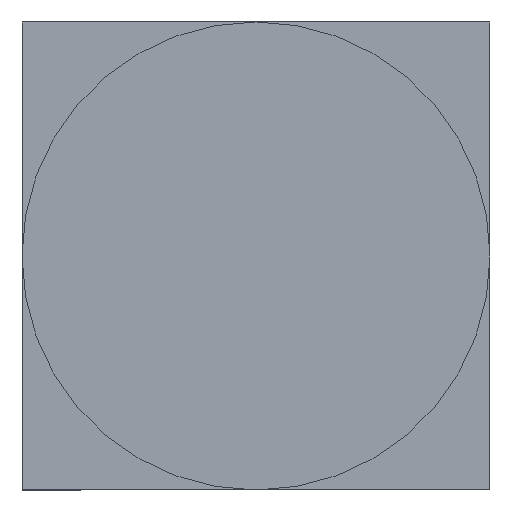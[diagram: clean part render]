
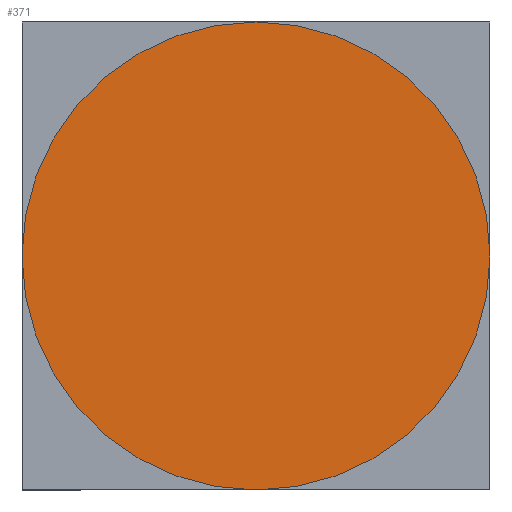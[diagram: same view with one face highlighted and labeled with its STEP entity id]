
A CAD part, left-side view. The second image highlights one B-rep face of the part: STEP entity #371.
In plain terms, the highlighted planar face has unit normal (-1, 0, 0).
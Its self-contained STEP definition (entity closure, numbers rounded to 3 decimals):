
#24 = VERTEX_POINT('',#25);
#25 = CARTESIAN_POINT('',(-4.375,0.,2.));
#44 = PLANE('',#45);
#45 = AXIS2_PLACEMENT_3D('',#46,#47,#48);
#46 = CARTESIAN_POINT('',(-4.375,0.,1.));
#47 = DIRECTION('',(1.,0.,0.));
#48 = DIRECTION('',(0.,1.,0.));
#140 = VERTEX_POINT('',#141);
#141 = CARTESIAN_POINT('',(-4.375,1.,1.));
#163 = EDGE_CURVE('',#24,#140,#164,.T.);
#164 = SURFACE_CURVE('',#165,(#170,#181),.PCURVE_S1.);
#165 = CIRCLE('',#166,1.);
#166 = AXIS2_PLACEMENT_3D('',#167,#168,#169);
#167 = CARTESIAN_POINT('',(-4.375,0.,1.));
#168 = DIRECTION('',(-1.,0.,0.));
#169 = DIRECTION('',(0.,-1.,0.));
#170 = PCURVE('',#44,#171);
#171 = DEFINITIONAL_REPRESENTATION('',(#172),#180);
#172 = ( BOUNDED_CURVE() B_SPLINE_CURVE(2,(#173,#174,#175,#176,#177,#178
,#179),.UNSPECIFIED.,.T.,.F.) B_SPLINE_CURVE_WITH_KNOTS((1,2,2,2,2,1),(
    -2.094,0.,2.094,4.189,6.283,
8.378),.UNSPECIFIED.) CURVE() GEOMETRIC_REPRESENTATION_ITEM() 
RATIONAL_B_SPLINE_CURVE((1.,0.5,1.,0.5,1.,0.5,1.)) REPRESENTATION_ITEM(
  '') );
#173 = CARTESIAN_POINT('',(-1.,0.));
#174 = CARTESIAN_POINT('',(-1.,1.732));
#175 = CARTESIAN_POINT('',(0.5,0.866));
#176 = CARTESIAN_POINT('',(2.,0.));
#177 = CARTESIAN_POINT('',(0.5,-0.866));
#178 = CARTESIAN_POINT('',(-1.,-1.732));
#179 = CARTESIAN_POINT('',(-1.,0.));
#180 = ( GEOMETRIC_REPRESENTATION_CONTEXT(2) 
PARAMETRIC_REPRESENTATION_CONTEXT() REPRESENTATION_CONTEXT('2D SPACE',''
  ) );
#181 = PCURVE('',#182,#187);
#182 = PLANE('',#183);
#183 = AXIS2_PLACEMENT_3D('',#184,#185,#186);
#184 = CARTESIAN_POINT('',(-4.375,0.,1.));
#185 = DIRECTION('',(1.,0.,0.));
#186 = DIRECTION('',(0.,1.,0.));
#187 = DEFINITIONAL_REPRESENTATION('',(#188),#196);
#188 = ( BOUNDED_CURVE() B_SPLINE_CURVE(2,(#189,#190,#191,#192,#193,#194
,#195),.UNSPECIFIED.,.T.,.F.) B_SPLINE_CURVE_WITH_KNOTS((1,2,2,2,2,1),(
    -2.094,0.,2.094,4.189,6.283,
8.378),.UNSPECIFIED.) CURVE() GEOMETRIC_REPRESENTATION_ITEM() 
RATIONAL_B_SPLINE_CURVE((1.,0.5,1.,0.5,1.,0.5,1.)) REPRESENTATION_ITEM(
  '') );
#189 = CARTESIAN_POINT('',(-1.,0.));
#190 = CARTESIAN_POINT('',(-1.,1.732));
#191 = CARTESIAN_POINT('',(0.5,0.866));
#192 = CARTESIAN_POINT('',(2.,0.));
#193 = CARTESIAN_POINT('',(0.5,-0.866));
#194 = CARTESIAN_POINT('',(-1.,-1.732));
#195 = CARTESIAN_POINT('',(-1.,0.));
#196 = ( GEOMETRIC_REPRESENTATION_CONTEXT(2) 
PARAMETRIC_REPRESENTATION_CONTEXT() REPRESENTATION_CONTEXT('2D SPACE',''
  ) );
#217 = PLANE('',#218);
#218 = AXIS2_PLACEMENT_3D('',#219,#220,#221);
#219 = CARTESIAN_POINT('',(-4.375,0.,1.));
#220 = DIRECTION('',(1.,0.,0.));
#221 = DIRECTION('',(0.,1.,0.));
#371 = ADVANCED_FACE('',(#372),#182,.F.);
#372 = FACE_BOUND('',#373,.F.);
#373 = EDGE_LOOP('',(#374,#375,#407,#444));
#374 = ORIENTED_EDGE('',*,*,#163,.F.);
#375 = ORIENTED_EDGE('',*,*,#376,.F.);
#376 = EDGE_CURVE('',#377,#24,#379,.T.);
#377 = VERTEX_POINT('',#378);
#378 = CARTESIAN_POINT('',(-4.375,-1.,1.));
#379 = SURFACE_CURVE('',#380,(#385,#396),.PCURVE_S1.);
#380 = CIRCLE('',#381,1.);
#381 = AXIS2_PLACEMENT_3D('',#382,#383,#384);
#382 = CARTESIAN_POINT('',(-4.375,0.,1.));
#383 = DIRECTION('',(-1.,0.,0.));
#384 = DIRECTION('',(0.,-1.,0.));
#385 = PCURVE('',#182,#386);
#386 = DEFINITIONAL_REPRESENTATION('',(#387),#395);
#387 = ( BOUNDED_CURVE() B_SPLINE_CURVE(2,(#388,#389,#390,#391,#392,#393
,#394),.UNSPECIFIED.,.T.,.F.) B_SPLINE_CURVE_WITH_KNOTS((1,2,2,2,2,1),(
    -2.094,0.,2.094,4.189,6.283,
8.378),.UNSPECIFIED.) CURVE() GEOMETRIC_REPRESENTATION_ITEM() 
RATIONAL_B_SPLINE_CURVE((1.,0.5,1.,0.5,1.,0.5,1.)) REPRESENTATION_ITEM(
  '') );
#388 = CARTESIAN_POINT('',(-1.,0.));
#389 = CARTESIAN_POINT('',(-1.,1.732));
#390 = CARTESIAN_POINT('',(0.5,0.866));
#391 = CARTESIAN_POINT('',(2.,0.));
#392 = CARTESIAN_POINT('',(0.5,-0.866));
#393 = CARTESIAN_POINT('',(-1.,-1.732));
#394 = CARTESIAN_POINT('',(-1.,0.));
#395 = ( GEOMETRIC_REPRESENTATION_CONTEXT(2) 
PARAMETRIC_REPRESENTATION_CONTEXT() REPRESENTATION_CONTEXT('2D SPACE',''
  ) );
#396 = PCURVE('',#217,#397);
#397 = DEFINITIONAL_REPRESENTATION('',(#398),#406);
#398 = ( BOUNDED_CURVE() B_SPLINE_CURVE(2,(#399,#400,#401,#402,#403,#404
,#405),.UNSPECIFIED.,.T.,.F.) B_SPLINE_CURVE_WITH_KNOTS((1,2,2,2,2,1),(
    -2.094,0.,2.094,4.189,6.283,
8.378),.UNSPECIFIED.) CURVE() GEOMETRIC_REPRESENTATION_ITEM() 
RATIONAL_B_SPLINE_CURVE((1.,0.5,1.,0.5,1.,0.5,1.)) REPRESENTATION_ITEM(
  '') );
#399 = CARTESIAN_POINT('',(-1.,0.));
#400 = CARTESIAN_POINT('',(-1.,1.732));
#401 = CARTESIAN_POINT('',(0.5,0.866));
#402 = CARTESIAN_POINT('',(2.,0.));
#403 = CARTESIAN_POINT('',(0.5,-0.866));
#404 = CARTESIAN_POINT('',(-1.,-1.732));
#405 = CARTESIAN_POINT('',(-1.,0.));
#406 = ( GEOMETRIC_REPRESENTATION_CONTEXT(2) 
PARAMETRIC_REPRESENTATION_CONTEXT() REPRESENTATION_CONTEXT('2D SPACE',''
  ) );
#407 = ORIENTED_EDGE('',*,*,#408,.F.);
#408 = EDGE_CURVE('',#409,#377,#411,.T.);
#409 = VERTEX_POINT('',#410);
#410 = CARTESIAN_POINT('',(-4.375,0.,
    0.));
#411 = SURFACE_CURVE('',#412,(#417,#428),.PCURVE_S1.);
#412 = CIRCLE('',#413,1.);
#413 = AXIS2_PLACEMENT_3D('',#414,#415,#416);
#414 = CARTESIAN_POINT('',(-4.375,0.,1.));
#415 = DIRECTION('',(-1.,0.,0.));
#416 = DIRECTION('',(0.,-1.,0.));
#417 = PCURVE('',#182,#418);
#418 = DEFINITIONAL_REPRESENTATION('',(#419),#427);
#419 = ( BOUNDED_CURVE() B_SPLINE_CURVE(2,(#420,#421,#422,#423,#424,#425
,#426),.UNSPECIFIED.,.T.,.F.) B_SPLINE_CURVE_WITH_KNOTS((1,2,2,2,2,1),(
    -2.094,0.,2.094,4.189,6.283,
8.378),.UNSPECIFIED.) CURVE() GEOMETRIC_REPRESENTATION_ITEM() 
RATIONAL_B_SPLINE_CURVE((1.,0.5,1.,0.5,1.,0.5,1.)) REPRESENTATION_ITEM(
  '') );
#420 = CARTESIAN_POINT('',(-1.,0.));
#421 = CARTESIAN_POINT('',(-1.,1.732));
#422 = CARTESIAN_POINT('',(0.5,0.866));
#423 = CARTESIAN_POINT('',(2.,0.));
#424 = CARTESIAN_POINT('',(0.5,-0.866));
#425 = CARTESIAN_POINT('',(-1.,-1.732));
#426 = CARTESIAN_POINT('',(-1.,0.));
#427 = ( GEOMETRIC_REPRESENTATION_CONTEXT(2) 
PARAMETRIC_REPRESENTATION_CONTEXT() REPRESENTATION_CONTEXT('2D SPACE',''
  ) );
#428 = PCURVE('',#429,#434);
#429 = PLANE('',#430);
#430 = AXIS2_PLACEMENT_3D('',#431,#432,#433);
#431 = CARTESIAN_POINT('',(-4.375,0.,1.));
#432 = DIRECTION('',(1.,0.,0.));
#433 = DIRECTION('',(0.,1.,0.));
#434 = DEFINITIONAL_REPRESENTATION('',(#435),#443);
#435 = ( BOUNDED_CURVE() B_SPLINE_CURVE(2,(#436,#437,#438,#439,#440,#441
,#442),.UNSPECIFIED.,.T.,.F.) B_SPLINE_CURVE_WITH_KNOTS((1,2,2,2,2,1),(
    -2.094,0.,2.094,4.189,6.283,
8.378),.UNSPECIFIED.) CURVE() GEOMETRIC_REPRESENTATION_ITEM() 
RATIONAL_B_SPLINE_CURVE((1.,0.5,1.,0.5,1.,0.5,1.)) REPRESENTATION_ITEM(
  '') );
#436 = CARTESIAN_POINT('',(-1.,0.));
#437 = CARTESIAN_POINT('',(-1.,1.732));
#438 = CARTESIAN_POINT('',(0.5,0.866));
#439 = CARTESIAN_POINT('',(2.,0.));
#440 = CARTESIAN_POINT('',(0.5,-0.866));
#441 = CARTESIAN_POINT('',(-1.,-1.732));
#442 = CARTESIAN_POINT('',(-1.,0.));
#443 = ( GEOMETRIC_REPRESENTATION_CONTEXT(2) 
PARAMETRIC_REPRESENTATION_CONTEXT() REPRESENTATION_CONTEXT('2D SPACE',''
  ) );
#444 = ORIENTED_EDGE('',*,*,#445,.F.);
#445 = EDGE_CURVE('',#140,#409,#446,.T.);
#446 = SURFACE_CURVE('',#447,(#452,#463),.PCURVE_S1.);
#447 = CIRCLE('',#448,1.);
#448 = AXIS2_PLACEMENT_3D('',#449,#450,#451);
#449 = CARTESIAN_POINT('',(-4.375,0.,1.));
#450 = DIRECTION('',(-1.,0.,0.));
#451 = DIRECTION('',(0.,-1.,0.));
#452 = PCURVE('',#182,#453);
#453 = DEFINITIONAL_REPRESENTATION('',(#454),#462);
#454 = ( BOUNDED_CURVE() B_SPLINE_CURVE(2,(#455,#456,#457,#458,#459,#460
,#461),.UNSPECIFIED.,.T.,.F.) B_SPLINE_CURVE_WITH_KNOTS((1,2,2,2,2,1),(
    -2.094,0.,2.094,4.189,6.283,
8.378),.UNSPECIFIED.) CURVE() GEOMETRIC_REPRESENTATION_ITEM() 
RATIONAL_B_SPLINE_CURVE((1.,0.5,1.,0.5,1.,0.5,1.)) REPRESENTATION_ITEM(
  '') );
#455 = CARTESIAN_POINT('',(-1.,0.));
#456 = CARTESIAN_POINT('',(-1.,1.732));
#457 = CARTESIAN_POINT('',(0.5,0.866));
#458 = CARTESIAN_POINT('',(2.,0.));
#459 = CARTESIAN_POINT('',(0.5,-0.866));
#460 = CARTESIAN_POINT('',(-1.,-1.732));
#461 = CARTESIAN_POINT('',(-1.,0.));
#462 = ( GEOMETRIC_REPRESENTATION_CONTEXT(2) 
PARAMETRIC_REPRESENTATION_CONTEXT() REPRESENTATION_CONTEXT('2D SPACE',''
  ) );
#463 = PCURVE('',#464,#469);
#464 = PLANE('',#465);
#465 = AXIS2_PLACEMENT_3D('',#466,#467,#468);
#466 = CARTESIAN_POINT('',(-4.375,0.,1.));
#467 = DIRECTION('',(1.,0.,0.));
#468 = DIRECTION('',(0.,1.,0.));
#469 = DEFINITIONAL_REPRESENTATION('',(#470),#478);
#470 = ( BOUNDED_CURVE() B_SPLINE_CURVE(2,(#471,#472,#473,#474,#475,#476
,#477),.UNSPECIFIED.,.T.,.F.) B_SPLINE_CURVE_WITH_KNOTS((1,2,2,2,2,1),(
    -2.094,0.,2.094,4.189,6.283,
8.378),.UNSPECIFIED.) CURVE() GEOMETRIC_REPRESENTATION_ITEM() 
RATIONAL_B_SPLINE_CURVE((1.,0.5,1.,0.5,1.,0.5,1.)) REPRESENTATION_ITEM(
  '') );
#471 = CARTESIAN_POINT('',(-1.,0.));
#472 = CARTESIAN_POINT('',(-1.,1.732));
#473 = CARTESIAN_POINT('',(0.5,0.866));
#474 = CARTESIAN_POINT('',(2.,0.));
#475 = CARTESIAN_POINT('',(0.5,-0.866));
#476 = CARTESIAN_POINT('',(-1.,-1.732));
#477 = CARTESIAN_POINT('',(-1.,0.));
#478 = ( GEOMETRIC_REPRESENTATION_CONTEXT(2) 
PARAMETRIC_REPRESENTATION_CONTEXT() REPRESENTATION_CONTEXT('2D SPACE',''
  ) );
